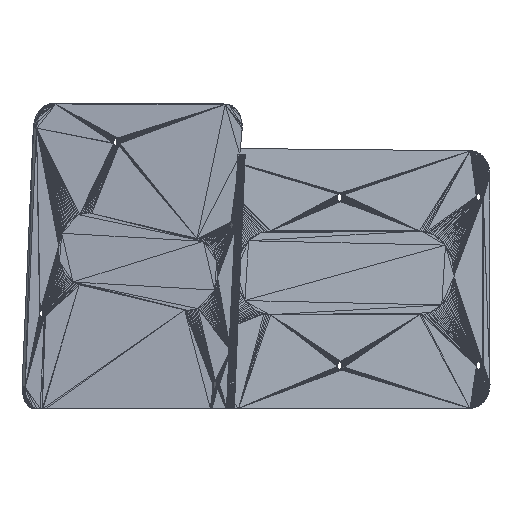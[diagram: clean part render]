
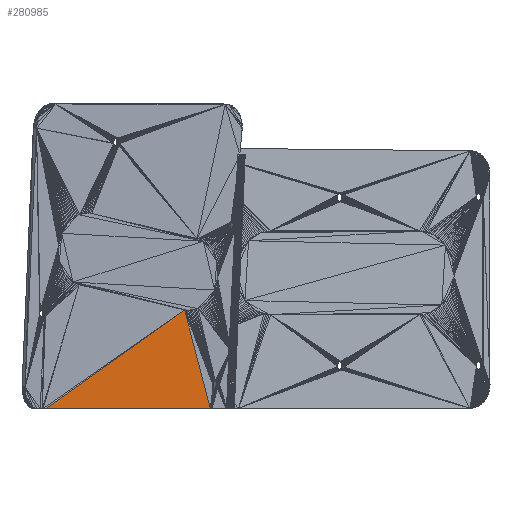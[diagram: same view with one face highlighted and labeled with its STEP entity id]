
A CAD part, left-side view. The second image highlights one B-rep face of the part: STEP entity #280985.
In plain terms, the highlighted planar face has unit normal (-0.745, -0.664, -0.065).
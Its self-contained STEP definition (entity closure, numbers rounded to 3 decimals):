
#178529 = VERTEX_POINT('',#178530);
#178530 = CARTESIAN_POINT('',(-140.069,126.275,
    40.677));
#179041 = PLANE('',#179042);
#179042 = AXIS2_PLACEMENT_3D('',#179043,#179044,#179045);
#179043 = CARTESIAN_POINT('',(-132.799,120.066,
    20.578));
#179044 = DIRECTION('',(-0.745,-0.664,
    -0.065));
#179045 = DIRECTION('',(0.665,-0.747,0.));
#271102 = VERTEX_POINT('',#271103);
#271103 = CARTESIAN_POINT('',(-187.487,183.47,
    0.));
#271110 = PLANE('',#271111);
#271111 = AXIS2_PLACEMENT_3D('',#271112,#271113,#271114);
#271112 = CARTESIAN_POINT('',(-157.076,149.325,
    0.));
#271113 = DIRECTION('',(-0.534,-0.475,-0.7)
  );
#271114 = DIRECTION('',(-0.795,0.,0.607));
#271150 = VERTEX_POINT('',#271151);
#271151 = CARTESIAN_POINT('',(-127.035,115.596,
    0.));
#271171 = EDGE_CURVE('',#271150,#271102,#271172,.T.);
#271172 = SURFACE_CURVE('',#271173,(#271177,#271184),.PCURVE_S1.);
#271173 = LINE('',#271174,#271175);
#271174 = CARTESIAN_POINT('',(-127.035,115.596,
    0.));
#271175 = VECTOR('',#271176,1.);
#271176 = DIRECTION('',(-0.665,0.747,
    0.));
#271177 = PCURVE('',#271110,#271178);
#271178 = DEFINITIONAL_REPRESENTATION('',(#271179),#271183);
#271179 = LINE('',#271180,#271181);
#271180 = CARTESIAN_POINT('',(-23.884,-38.336));
#271181 = VECTOR('',#271182,1.);
#271182 = DIRECTION('',(0.529,0.849));
#271183 = ( GEOMETRIC_REPRESENTATION_CONTEXT(2) 
PARAMETRIC_REPRESENTATION_CONTEXT() REPRESENTATION_CONTEXT('2D SPACE',''
  ) );
#271184 = PCURVE('',#271185,#271190);
#271185 = PLANE('',#271186);
#271186 = AXIS2_PLACEMENT_3D('',#271187,#271188,#271189);
#271187 = CARTESIAN_POINT('',(-155.022,145.859,
    11.921));
#271188 = DIRECTION('',(-0.745,-0.664,
    -0.065));
#271189 = DIRECTION('',(0.665,-0.747,0.));
#271190 = DEFINITIONAL_REPRESENTATION('',(#271191),#271194);
#271191 = B_SPLINE_CURVE_WITH_KNOTS('',1,(#271192,#271193),
  .UNSPECIFIED.,.F.,.F.,(2,2),(0.,90.892),
  .PIECEWISE_BEZIER_KNOTS.);
#271192 = CARTESIAN_POINT('',(41.213,-11.946));
#271193 = CARTESIAN_POINT('',(-49.679,-11.946));
#271194 = ( GEOMETRIC_REPRESENTATION_CONTEXT(2) 
PARAMETRIC_REPRESENTATION_CONTEXT() REPRESENTATION_CONTEXT('2D SPACE',''
  ) );
#271218 = PLANE('',#271219);
#271219 = AXIS2_PLACEMENT_3D('',#271220,#271221,#271222);
#271220 = CARTESIAN_POINT('',(-164.306,155.485,
    20.136));
#271221 = DIRECTION('',(-0.745,-0.664,
    -0.065));
#271222 = DIRECTION('',(0.665,-0.747,0.));
#280985 = ADVANCED_FACE('',(#280986),#271185,.T.);
#280986 = FACE_BOUND('',#280987,.T.);
#280987 = EDGE_LOOP('',(#280988,#281008,#281009));
#280988 = ORIENTED_EDGE('',*,*,#280989,.T.);
#280989 = EDGE_CURVE('',#178529,#271102,#280990,.T.);
#280990 = SURFACE_CURVE('',#280991,(#280995,#281002),.PCURVE_S1.);
#280991 = LINE('',#280992,#280993);
#280992 = CARTESIAN_POINT('',(-140.069,126.275,
    40.677));
#280993 = VECTOR('',#280994,1.);
#280994 = DIRECTION('',(-0.56,0.675,-0.48)
  );
#280995 = PCURVE('',#271185,#280996);
#280996 = DEFINITIONAL_REPRESENTATION('',(#280997),#281001);
#280997 = LINE('',#280998,#280999);
#280998 = CARTESIAN_POINT('',(24.57,28.816));
#280999 = VECTOR('',#281000,1.);
#281000 = DIRECTION('',(-0.877,-0.481));
#281001 = ( GEOMETRIC_REPRESENTATION_CONTEXT(2) 
PARAMETRIC_REPRESENTATION_CONTEXT() REPRESENTATION_CONTEXT('2D SPACE',''
  ) );
#281002 = PCURVE('',#271218,#281003);
#281003 = DEFINITIONAL_REPRESENTATION('',(#281004),#281007);
#281004 = B_SPLINE_CURVE_WITH_KNOTS('',1,(#281005,#281006),
  .UNSPECIFIED.,.F.,.F.,(2,2),(0.,84.702),
  .PIECEWISE_BEZIER_KNOTS.);
#281005 = CARTESIAN_POINT('',(37.933,20.584));
#281006 = CARTESIAN_POINT('',(-36.316,-20.178));
#281007 = ( GEOMETRIC_REPRESENTATION_CONTEXT(2) 
PARAMETRIC_REPRESENTATION_CONTEXT() REPRESENTATION_CONTEXT('2D SPACE',''
  ) );
#281008 = ORIENTED_EDGE('',*,*,#271171,.F.);
#281009 = ORIENTED_EDGE('',*,*,#281010,.T.);
#281010 = EDGE_CURVE('',#271150,#178529,#281011,.T.);
#281011 = SURFACE_CURVE('',#281012,(#281016,#281023),.PCURVE_S1.);
#281012 = LINE('',#281013,#281014);
#281013 = CARTESIAN_POINT('',(-127.035,115.596,
    0.));
#281014 = VECTOR('',#281015,1.);
#281015 = DIRECTION('',(-0.296,0.243,0.924));
#281016 = PCURVE('',#271185,#281017);
#281017 = DEFINITIONAL_REPRESENTATION('',(#281018),#281022);
#281018 = LINE('',#281019,#281020);
#281019 = CARTESIAN_POINT('',(41.213,-11.946));
#281020 = VECTOR('',#281021,1.);
#281021 = DIRECTION('',(-0.378,0.926));
#281022 = ( GEOMETRIC_REPRESENTATION_CONTEXT(2) 
PARAMETRIC_REPRESENTATION_CONTEXT() REPRESENTATION_CONTEXT('2D SPACE',''
  ) );
#281023 = PCURVE('',#179041,#281024);
#281024 = DEFINITIONAL_REPRESENTATION('',(#281025),#281028);
#281025 = B_SPLINE_CURVE_WITH_KNOTS('',1,(#281026,#281027),
  .UNSPECIFIED.,.F.,.F.,(2,2),(0.,44.029),
  .PIECEWISE_BEZIER_KNOTS.);
#281026 = CARTESIAN_POINT('',(7.171,-20.621));
#281027 = CARTESIAN_POINT('',(-9.472,20.141));
#281028 = ( GEOMETRIC_REPRESENTATION_CONTEXT(2) 
PARAMETRIC_REPRESENTATION_CONTEXT() REPRESENTATION_CONTEXT('2D SPACE',''
  ) );
